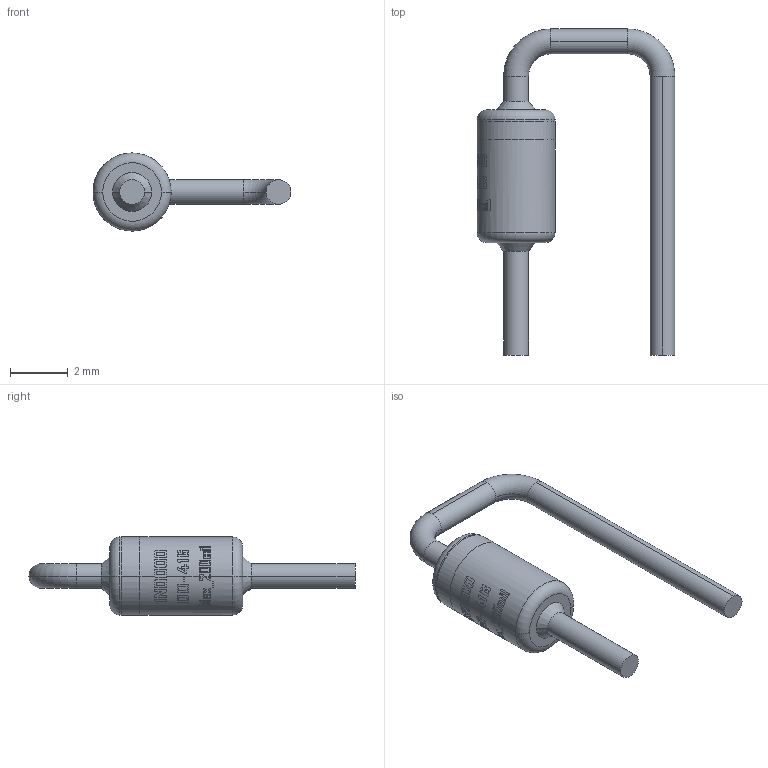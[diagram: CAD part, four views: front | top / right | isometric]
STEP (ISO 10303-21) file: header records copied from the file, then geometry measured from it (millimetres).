
FILE_DESCRIPTION (( 'STEP AP214' ), '1' );
FILE_NAME ('DO-41G_Max_200mil_rev1.0.STEP', '2023-03-16T22:16:03', ( '' ), ( '' ), 'SwSTEP 2.0', 'SolidWorks 2020', '' );
FILE_SCHEMA (( 'AUTOMOTIVE_DESIGN' ));
Length unit declared in the file: millimetre
Products named in the file (1): DO-41G_Max_200mil_rev1.0
Bounding box: 6.87 x 11.31 x 2.71 mm (x, y, z)
Volume: 35.2 mm3; surface area: 142.7 mm2
Topology: 4 solids, 4 shells, 67 faces, 340 edges, 311 vertices
Faces by surface type: cylinder 47, torus 8, plane 8, cone 4
Entity records: 4818 total; most frequent: CARTESIAN_POINT 1146, ORIENTED_EDGE 680, DIRECTION 532, EDGE_CURVE 340, VERTEX_POINT 311, AXIS2_PLACEMENT_3D 209, CIRCLE 141, LINE 114
